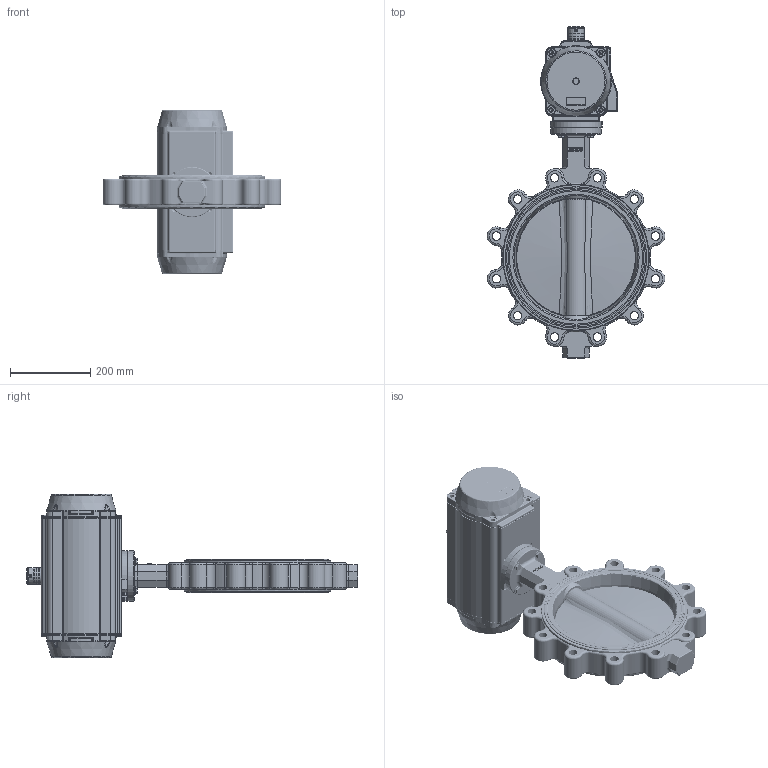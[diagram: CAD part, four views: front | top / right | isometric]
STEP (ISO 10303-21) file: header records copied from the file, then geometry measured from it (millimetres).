
FILE_DESCRIPTION(/* description */ ('Unknown'),/* implementation_level */ '2;1');
FILE_NAME(/* name */ 'PD10 5200_5210_5220-17',/* time_stamp */ '2025-04-04T09:29:22+02:00',/* author */ ('Unknown'),/* organization */ ('Unknown'),/* preprocessor_version */ 'ST-DEVELOPER v19.4',/* originating_system */ 'Solid Edge',/* authorisation */ 'Unknown');
FILE_SCHEMA (('AUTOMOTIVE_DESIGN {1 0 10303 214 3 1 1}'));
Products named in the file (21): PD10 5200_5210_5220-17; LUG-DN300; DN300概极; seat; disc; shaft1; shaft2; bushing1; DIN126-M10; M10x30; Raster DN200-DN250; PD10_PE09; VTE160埴詰; vt160-2016-06-25   酘傷裔_MIR; vt160-2016-06-25; VT160-03 怀堤粣; VT160-02; Optische Anzeige; ______; ________(___________; cup head nib bolts with large head gb_GB_FASTENER_BOLT_CHNBW M6X25-N
Assembly tree (31 placements, depth 4):
  PD10 5200_5210_5220-17
    LUG-DN300
      DN300概极
      seat
      disc
      shaft1
      shaft2
      bushing1  x2
    DIN126-M10  x4
    M10x30  x4
    Raster DN200-DN250
    PD10_PE09
      VTE160埴詰
      vt160-2016-06-25   酘傷裔_MIR
      vt160-2016-06-25
      VT160-03 怀堤粣
      VT160-02  x2
      Optische Anzeige
        ______
        ________(___________  x4
        cup head nib bolts with large head gb_GB_FASTENER_BOLT_CHNBW M6X25-N
Bounding box: 442.03 x 825.62 x 406 mm (x, y, z)
Volume: 12365924.4 mm3; surface area: 2050671.1 mm2
Topology: 28 solids, 28 shells, 4278 faces, 10473 edges, 6381 vertices
Faces by surface type: cylinder 1088, plane 1072, bspline 1059, torus 682, cone 302, sphere 75
Full cylindrical faces by diameter (mm): 3 x16, 3.3 x8, 4.134 x8, 4.66 x1, 4.917 x1, 6 x1, 6.2 x1, 6.8 x1, 8 x1, 8.376 x12, 10 x4, 10.106 x4, 11 x12, 11.445 x2, 11.835 x2, 12 x4, 13 x2, 20 x4, 20.5 x2, 21 x12, 22 x1, 27.5 x1, 30 x2, 31.6 x5, 31.8 x1, 31.9 x2, 34.3 x1, 36.4 x1, 37 x1, 38.1 x4
Entity records: 138527 total; most frequent: CARTESIAN_POINT 64922, ORIENTED_EDGE 16102, DIRECTION 13110, EDGE_CURVE 8051, AXIS2_PLACEMENT_3D 5298, VERTEX_POINT 5131, FACE_BOUND 4054, EDGE_LOOP 4030
